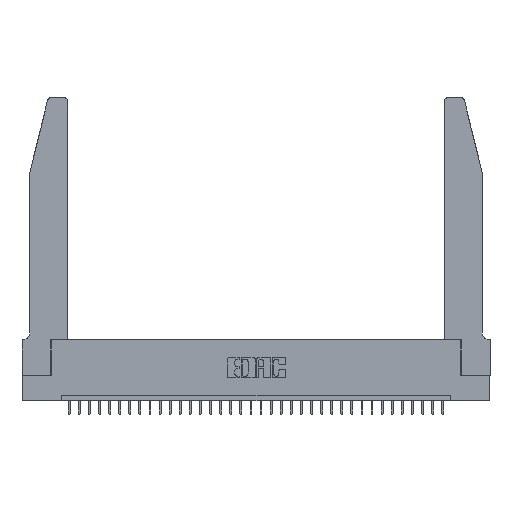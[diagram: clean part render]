
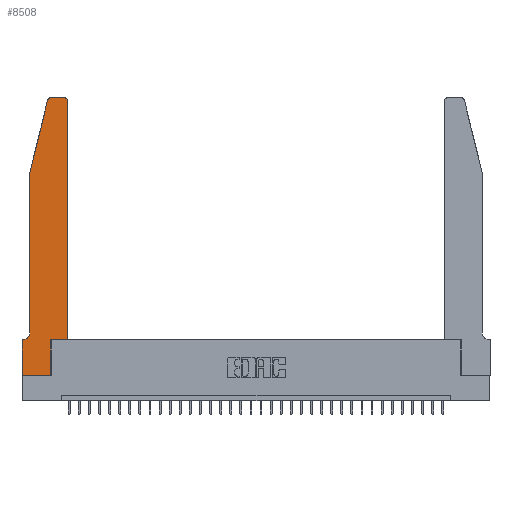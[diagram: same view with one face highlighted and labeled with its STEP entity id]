
A CAD part, top view. The second image highlights one B-rep face of the part: STEP entity #8508.
In plain terms, the highlighted planar face has unit normal (0, 0, 1).
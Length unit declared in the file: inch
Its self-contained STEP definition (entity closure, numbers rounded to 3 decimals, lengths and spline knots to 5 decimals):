
#178 = AXIS2_PLACEMENT_3D ( 'NONE', #27503, #8398, #29386 ) ;
#1009 = AXIS2_PLACEMENT_3D ( 'NONE', #17695, #28192, #12177 ) ;
#1246 = EDGE_CURVE ( 'NONE', #22304, #18727, #23895, .T. ) ;
#2503 = LINE ( 'NONE', #17812, #27247 ) ;
#2532 = ORIENTED_EDGE ( 'NONE', *, *, #16241, .T. ) ;
#2597 = CARTESIAN_POINT ( 'NONE',  ( 0.2865, 0., 0.37 ) ) ;
#2662 = ORIENTED_EDGE ( 'NONE', *, *, #20986, .T. ) ;
#3047 = DIRECTION ( 'NONE',  ( -1., 0., 0. ) ) ;
#3376 = LINE ( 'NONE', #5957, #7389 ) ;
#3842 = VERTEX_POINT ( 'NONE', #23636 ) ;
#3863 = EDGE_CURVE ( 'NONE', #18727, #23352, #5383, .T. ) ;
#4731 = CARTESIAN_POINT ( 'NONE',  ( 0., 0.35, 0.37 ) ) ;
#4861 = LINE ( 'NONE', #33214, #13751 ) ;
#5383 = LINE ( 'NONE', #7795, #21908 ) ;
#5876 = LINE ( 'NONE', #29439, #12286 ) ;
#5957 = CARTESIAN_POINT ( 'NONE',  ( 0.0755, 0.35, 0.37 ) ) ;
#6026 = EDGE_CURVE ( 'NONE', #28480, #3842, #18555, .T. ) ;
#6100 = CARTESIAN_POINT ( 'NONE',  ( 0.4505, 0.35, 0.37 ) ) ;
#6596 = EDGE_CURVE ( 'NONE', #23352, #18438, #29494, .T. ) ;
#6975 = AXIS2_PLACEMENT_3D ( 'NONE', #4731, #15720, #28977 ) ;
#7389 = VECTOR ( 'NONE', #3047, 39.37008 ) ;
#7621 = ORIENTED_EDGE ( 'NONE', *, *, #1246, .T. ) ;
#7630 = DIRECTION ( 'NONE',  ( -0.239, -0.971, 0. ) ) ;
#7795 = CARTESIAN_POINT ( 'NONE',  ( 0.0755, 2., 0.37 ) ) ;
#8395 = VECTOR ( 'NONE', #16584, 39.37008 ) ;
#8398 = DIRECTION ( 'NONE',  ( 0., 0., 1. ) ) ;
#8508 = ADVANCED_FACE ( 'NONE', ( #31211 ), #18147, .T. ) ;
#8682 = CIRCLE ( 'NONE', #1009, 0.07 ) ;
#9109 = EDGE_CURVE ( 'NONE', #33842, #22304, #5876, .T. ) ;
#9675 = EDGE_CURVE ( 'NONE', #13009, #33153, #33135, .T. ) ;
#9850 = DIRECTION ( 'NONE',  ( 1., 0., 0. ) ) ;
#10138 = ORIENTED_EDGE ( 'NONE', *, *, #22865, .T. ) ;
#10203 = EDGE_CURVE ( 'NONE', #13565, #28480, #22951, .T. ) ;
#10404 = ORIENTED_EDGE ( 'NONE', *, *, #6026, .T. ) ;
#10528 = VECTOR ( 'NONE', #10792, 39.37008 ) ;
#10792 = DIRECTION ( 'NONE',  ( 0., 1., 0. ) ) ;
#11903 = EDGE_CURVE ( 'NONE', #19644, #30387, #3376, .T. ) ;
#11995 = DIRECTION ( 'NONE',  ( 1., 0., 0. ) ) ;
#12177 = DIRECTION ( 'NONE',  ( -1., 0., 0. ) ) ;
#12286 = VECTOR ( 'NONE', #26890, 39.37008 ) ;
#12599 = CARTESIAN_POINT ( 'NONE',  ( 0.284, 2.75, 0.37 ) ) ;
#13009 = VERTEX_POINT ( 'NONE', #13020 ) ;
#13020 = CARTESIAN_POINT ( 'NONE',  ( 0., 0., 0.37 ) ) ;
#13060 = DIRECTION ( 'NONE',  ( 1., 0., 0. ) ) ;
#13499 = EDGE_CURVE ( 'NONE', #33153, #13565, #2503, .T. ) ;
#13565 = VERTEX_POINT ( 'NONE', #24689 ) ;
#13606 = CARTESIAN_POINT ( 'NONE',  ( 0.0755, 0.42, 0.37 ) ) ;
#13751 = VECTOR ( 'NONE', #27756, 39.37008 ) ;
#14990 = CARTESIAN_POINT ( 'NONE',  ( 0.0055, 0.35, 0.37 ) ) ;
#15348 = ORIENTED_EDGE ( 'NONE', *, *, #9675, .T. ) ;
#15720 = DIRECTION ( 'NONE',  ( 0., 0., 1. ) ) ;
#16010 = CIRCLE ( 'NONE', #18792, 0.03 ) ;
#16241 = EDGE_CURVE ( 'NONE', #18438, #19644, #8682, .T. ) ;
#16345 = ORIENTED_EDGE ( 'NONE', *, *, #13499, .T. ) ;
#16584 = DIRECTION ( 'NONE',  ( 0., -1., 0. ) ) ;
#17403 = ORIENTED_EDGE ( 'NONE', *, *, #10203, .T. ) ;
#17695 = CARTESIAN_POINT ( 'NONE',  ( 0.0055, 0.42, 0.37 ) ) ;
#17812 = CARTESIAN_POINT ( 'NONE',  ( 0.2865, 0.35, 0.37 ) ) ;
#18147 = PLANE ( 'NONE',  #6975 ) ;
#18153 = DIRECTION ( 'NONE',  ( 0., 1., 0. ) ) ;
#18438 = VERTEX_POINT ( 'NONE', #13606 ) ;
#18555 = LINE ( 'NONE', #23392, #10528 ) ;
#18727 = VERTEX_POINT ( 'NONE', #32834 ) ;
#18792 = AXIS2_PLACEMENT_3D ( 'NONE', #28565, #21182, #13060 ) ;
#19607 = CARTESIAN_POINT ( 'NONE',  ( 0., 0., 0.37 ) ) ;
#19644 = VERTEX_POINT ( 'NONE', #14990 ) ;
#20129 = ORIENTED_EDGE ( 'NONE', *, *, #9109, .T. ) ;
#20986 = EDGE_CURVE ( 'NONE', #30387, #13009, #4861, .T. ) ;
#21182 = DIRECTION ( 'NONE',  ( 0., 0., 1. ) ) ;
#21908 = VECTOR ( 'NONE', #7630, 39.37008 ) ;
#22304 = VERTEX_POINT ( 'NONE', #12599 ) ;
#22865 = EDGE_CURVE ( 'NONE', #3842, #33842, #16010, .T. ) ;
#22951 = LINE ( 'NONE', #33396, #27098 ) ;
#23153 = ORIENTED_EDGE ( 'NONE', *, *, #6596, .T. ) ;
#23352 = VERTEX_POINT ( 'NONE', #30340 ) ;
#23392 = CARTESIAN_POINT ( 'NONE',  ( 0.4505, 0.35, 0.37 ) ) ;
#23636 = CARTESIAN_POINT ( 'NONE',  ( 0.4505, 2.72, 0.37 ) ) ;
#23895 = CIRCLE ( 'NONE', #178, 0.03 ) ;
#24689 = CARTESIAN_POINT ( 'NONE',  ( 0.2865, 0.35, 0.37 ) ) ;
#26890 = DIRECTION ( 'NONE',  ( -1., 0., 0. ) ) ;
#26946 = CARTESIAN_POINT ( 'NONE',  ( 0.0755, 2., 0.37 ) ) ;
#27098 = VECTOR ( 'NONE', #9850, 39.37008 ) ;
#27247 = VECTOR ( 'NONE', #18153, 39.37008 ) ;
#27503 = CARTESIAN_POINT ( 'NONE',  ( 0.284, 2.72, 0.37 ) ) ;
#27756 = DIRECTION ( 'NONE',  ( 0., -1., 0. ) ) ;
#27995 = CARTESIAN_POINT ( 'NONE',  ( 0.4205, 2.75, 0.37 ) ) ;
#28192 = DIRECTION ( 'NONE',  ( 0., 0., -1. ) ) ;
#28480 = VERTEX_POINT ( 'NONE', #6100 ) ;
#28565 = CARTESIAN_POINT ( 'NONE',  ( 0.4205, 2.72, 0.37 ) ) ;
#28977 = DIRECTION ( 'NONE',  ( 1., 0., 0. ) ) ;
#29386 = DIRECTION ( 'NONE',  ( 1., 0., 0. ) ) ;
#29439 = CARTESIAN_POINT ( 'NONE',  ( 0.2605, 2.75, 0.37 ) ) ;
#29494 = LINE ( 'NONE', #26946, #8395 ) ;
#30340 = CARTESIAN_POINT ( 'NONE',  ( 0.0755, 2., 0.37 ) ) ;
#30387 = VERTEX_POINT ( 'NONE', #33115 ) ;
#31211 = FACE_OUTER_BOUND ( 'NONE', #33071, .T. ) ;
#32834 = CARTESIAN_POINT ( 'NONE',  ( 0.25487, 2.72718, 0.37 ) ) ;
#33032 = ORIENTED_EDGE ( 'NONE', *, *, #3863, .T. ) ;
#33071 = EDGE_LOOP ( 'NONE', ( #20129, #7621, #33032, #23153, #2532, #33217, #2662, #15348, #16345, #17403, #10404, #10138 ) ) ;
#33115 = CARTESIAN_POINT ( 'NONE',  ( 0., 0.35, 0.37 ) ) ;
#33135 = LINE ( 'NONE', #19607, #33159 ) ;
#33153 = VERTEX_POINT ( 'NONE', #2597 ) ;
#33159 = VECTOR ( 'NONE', #11995, 39.37008 ) ;
#33214 = CARTESIAN_POINT ( 'NONE',  ( 0., 0., 0.37 ) ) ;
#33217 = ORIENTED_EDGE ( 'NONE', *, *, #11903, .T. ) ;
#33396 = CARTESIAN_POINT ( 'NONE',  ( 0.4505, 0.35, 0.37 ) ) ;
#33842 = VERTEX_POINT ( 'NONE', #27995 ) ;
